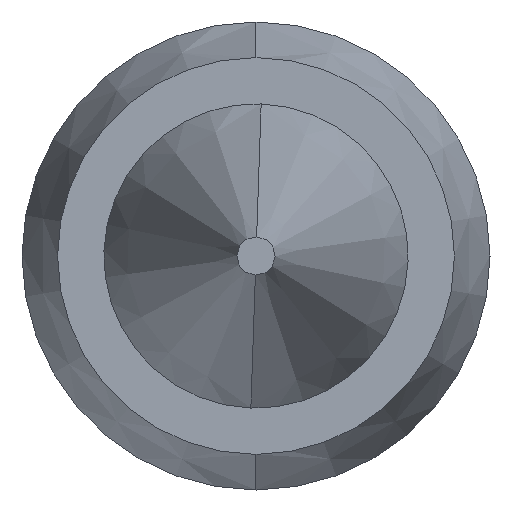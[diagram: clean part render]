
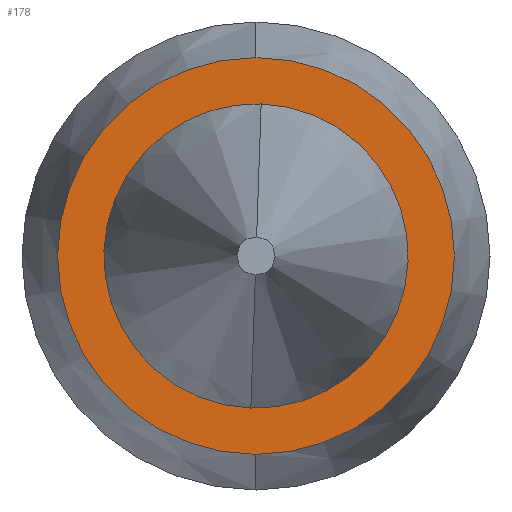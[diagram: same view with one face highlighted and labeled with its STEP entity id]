
A CAD part, left-side view. The second image highlights one B-rep face of the part: STEP entity #178.
In plain terms, the highlighted planar face has unit normal (-1, 0, 0).
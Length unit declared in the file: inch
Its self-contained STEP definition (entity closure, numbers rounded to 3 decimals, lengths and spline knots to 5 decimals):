
#18 = FACE_BOUND ( 'NONE', #495, .T. ) ;
#32 = CARTESIAN_POINT ( 'NONE',  ( 0., 0., 0. ) ) ;
#33 = EDGE_CURVE ( 'NONE', #318, #82, #369, .T. ) ;
#39 = CARTESIAN_POINT ( 'NONE',  ( 0., 0., 0.0103 ) ) ;
#47 = DIRECTION ( 'NONE',  ( -1., 0., 0. ) ) ;
#59 = EDGE_LOOP ( 'NONE', ( #270, #201 ) ) ;
#60 = DIRECTION ( 'NONE',  ( -1., 0., 0. ) ) ;
#68 = EDGE_CURVE ( 'NONE', #241, #418, #390, .T. ) ;
#70 = DIRECTION ( 'NONE',  ( 0., 0., 1. ) ) ;
#71 = EDGE_CURVE ( 'NONE', #82, #318, #266, .T. ) ;
#82 = VERTEX_POINT ( 'NONE', #146 ) ;
#128 = CARTESIAN_POINT ( 'NONE',  ( 0., -0.00027, 0.0079 ) ) ;
#130 = DIRECTION ( 'NONE',  ( 0., 0., 1. ) ) ;
#135 = CARTESIAN_POINT ( 'NONE',  ( 0., 0., 0. ) ) ;
#146 = CARTESIAN_POINT ( 'NONE',  ( 0., 0., -0.0103 ) ) ;
#147 = DIRECTION ( 'NONE',  ( 1., 0., 0. ) ) ;
#152 = AXIS2_PLACEMENT_3D ( 'NONE', #399, #383, #370 ) ;
#174 = DIRECTION ( 'NONE',  ( 0., 0., -1. ) ) ;
#178 = ADVANCED_FACE ( 'NONE', ( #18, #391 ), #253, .F. ) ;
#195 = CARTESIAN_POINT ( 'NONE',  ( 0., 0., 0. ) ) ;
#201 = ORIENTED_EDGE ( 'NONE', *, *, #71, .T. ) ;
#241 = VERTEX_POINT ( 'NONE', #128 ) ;
#253 = PLANE ( 'NONE',  #152 ) ;
#262 = ORIENTED_EDGE ( 'NONE', *, *, #278, .T. ) ;
#266 = CIRCLE ( 'NONE', #510, 0.0103 ) ;
#270 = ORIENTED_EDGE ( 'NONE', *, *, #33, .T. ) ;
#278 = EDGE_CURVE ( 'NONE', #418, #241, #614, .T. ) ;
#282 = ORIENTED_EDGE ( 'NONE', *, *, #68, .T. ) ;
#289 = DIRECTION ( 'NONE',  ( 1., 0., 0. ) ) ;
#318 = VERTEX_POINT ( 'NONE', #39 ) ;
#369 = CIRCLE ( 'NONE', #625, 0.0103 ) ;
#370 = DIRECTION ( 'NONE',  ( 0., 0., -1. ) ) ;
#377 = AXIS2_PLACEMENT_3D ( 'NONE', #520, #289, #681 ) ;
#383 = DIRECTION ( 'NONE',  ( 1., 0., 0. ) ) ;
#390 = CIRCLE ( 'NONE', #453, 0.0079 ) ;
#391 = FACE_OUTER_BOUND ( 'NONE', #59, .T. ) ;
#399 = CARTESIAN_POINT ( 'NONE',  ( 0., 0.0103, 0. ) ) ;
#418 = VERTEX_POINT ( 'NONE', #535 ) ;
#453 = AXIS2_PLACEMENT_3D ( 'NONE', #195, #147, #174 ) ;
#495 = EDGE_LOOP ( 'NONE', ( #262, #282 ) ) ;
#510 = AXIS2_PLACEMENT_3D ( 'NONE', #135, #60, #130 ) ;
#520 = CARTESIAN_POINT ( 'NONE',  ( 0., 0., 0. ) ) ;
#535 = CARTESIAN_POINT ( 'NONE',  ( 0., 0.00027, -0.0079 ) ) ;
#614 = CIRCLE ( 'NONE', #377, 0.0079 ) ;
#625 = AXIS2_PLACEMENT_3D ( 'NONE', #32, #47, #70 ) ;
#681 = DIRECTION ( 'NONE',  ( 0., 0., -1. ) ) ;
